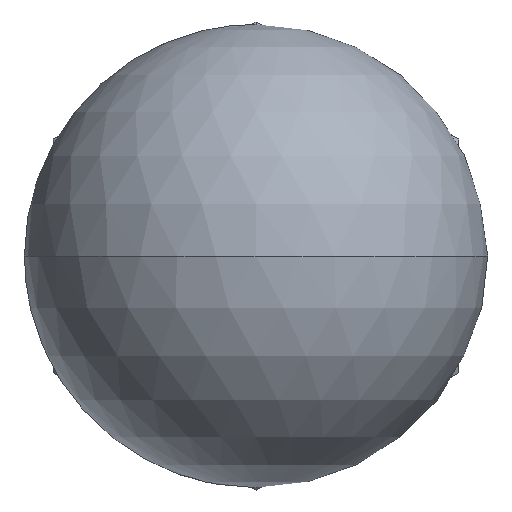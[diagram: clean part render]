
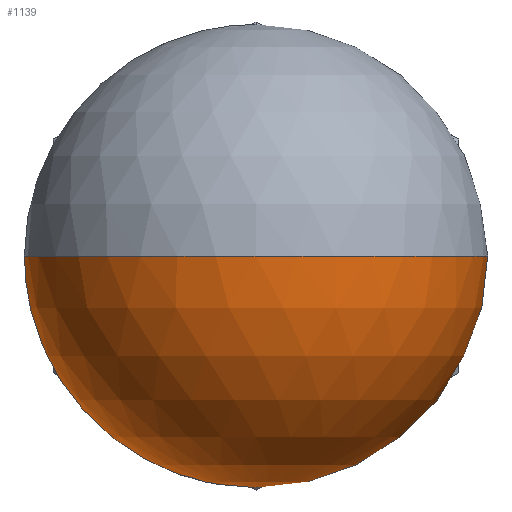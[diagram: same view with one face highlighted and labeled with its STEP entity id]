
A CAD part, front view. The second image highlights one B-rep face of the part: STEP entity #1139.
In plain terms, the highlighted spherical face has radius 8 mm.
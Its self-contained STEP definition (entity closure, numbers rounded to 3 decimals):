
#127 = EDGE_CURVE ( 'NONE', #1195, #1546, #259, .T. ) ;
#143 = EDGE_CURVE ( 'NONE', #1195, #1309, #1384, .T. ) ;
#175 = CARTESIAN_POINT ( 'NONE',  ( 0., -3.009, 0. ) ) ;
#205 = CARTESIAN_POINT ( 'NONE',  ( 0., -3.009, 0. ) ) ;
#207 = CARTESIAN_POINT ( 'NONE',  ( 0., -6.882, 0. ) ) ;
#216 = AXIS2_PLACEMENT_3D ( 'NONE', #207, #914, #1466 ) ;
#259 = CIRCLE ( 'NONE', #1153, 8. ) ;
#271 = DIRECTION ( 'NONE',  ( -1., 0., 0. ) ) ;
#296 = CARTESIAN_POINT ( 'NONE',  ( -7., -3.009, 0. ) ) ;
#349 = DIRECTION ( 'NONE',  ( 1., 0., 0. ) ) ;
#352 = EDGE_LOOP ( 'NONE', ( #1975, #1835, #2171, #1016 ) ) ;
#392 = EDGE_CURVE ( 'NONE', #1128, #1309, #523, .T. ) ;
#482 = AXIS2_PLACEMENT_3D ( 'NONE', #205, #719, #1450 ) ;
#523 = CIRCLE ( 'NONE', #1580, 7. ) ;
#556 = CARTESIAN_POINT ( 'NONE',  ( 7., -3.009, 0. ) ) ;
#570 = CIRCLE ( 'NONE', #482, 7. ) ;
#580 = CARTESIAN_POINT ( 'NONE',  ( 0., -6.882, 0. ) ) ;
#611 = EDGE_CURVE ( 'NONE', #1546, #1128, #570, .T. ) ;
#719 = DIRECTION ( 'NONE',  ( 0., 1., 0. ) ) ;
#741 = FACE_OUTER_BOUND ( 'NONE', #352, .T. ) ;
#914 = DIRECTION ( 'NONE',  ( 0., 0., -1. ) ) ;
#963 = CARTESIAN_POINT ( 'NONE',  ( 0., -3.009, -7. ) ) ;
#1016 = ORIENTED_EDGE ( 'NONE', *, *, #611, .F. ) ;
#1073 = DIRECTION ( 'NONE',  ( 0., 1., 0. ) ) ;
#1128 = VERTEX_POINT ( 'NONE', #963 ) ;
#1139 = ADVANCED_FACE ( 'NONE', ( #741 ), #1982, .T. ) ;
#1153 = AXIS2_PLACEMENT_3D ( 'NONE', #1950, #1968, #349 ) ;
#1195 = VERTEX_POINT ( 'NONE', #1853 ) ;
#1309 = VERTEX_POINT ( 'NONE', #296 ) ;
#1384 = CIRCLE ( 'NONE', #216, 8. ) ;
#1385 = AXIS2_PLACEMENT_3D ( 'NONE', #580, #1886, #271 ) ;
#1450 = DIRECTION ( 'NONE',  ( 0., 0., 1. ) ) ;
#1466 = DIRECTION ( 'NONE',  ( -1., 0., 0. ) ) ;
#1546 = VERTEX_POINT ( 'NONE', #556 ) ;
#1580 = AXIS2_PLACEMENT_3D ( 'NONE', #175, #1073, #1951 ) ;
#1835 = ORIENTED_EDGE ( 'NONE', *, *, #143, .T. ) ;
#1853 = CARTESIAN_POINT ( 'NONE',  ( 0., -14.882, 0. ) ) ;
#1886 = DIRECTION ( 'NONE',  ( 0., 0., 1. ) ) ;
#1950 = CARTESIAN_POINT ( 'NONE',  ( 0., -6.882, 0. ) ) ;
#1951 = DIRECTION ( 'NONE',  ( 0., 0., 1. ) ) ;
#1968 = DIRECTION ( 'NONE',  ( 0., 0., 1. ) ) ;
#1975 = ORIENTED_EDGE ( 'NONE', *, *, #127, .F. ) ;
#1982 = SPHERICAL_SURFACE ( 'NONE', #1385, 8. ) ;
#2171 = ORIENTED_EDGE ( 'NONE', *, *, #392, .F. ) ;
